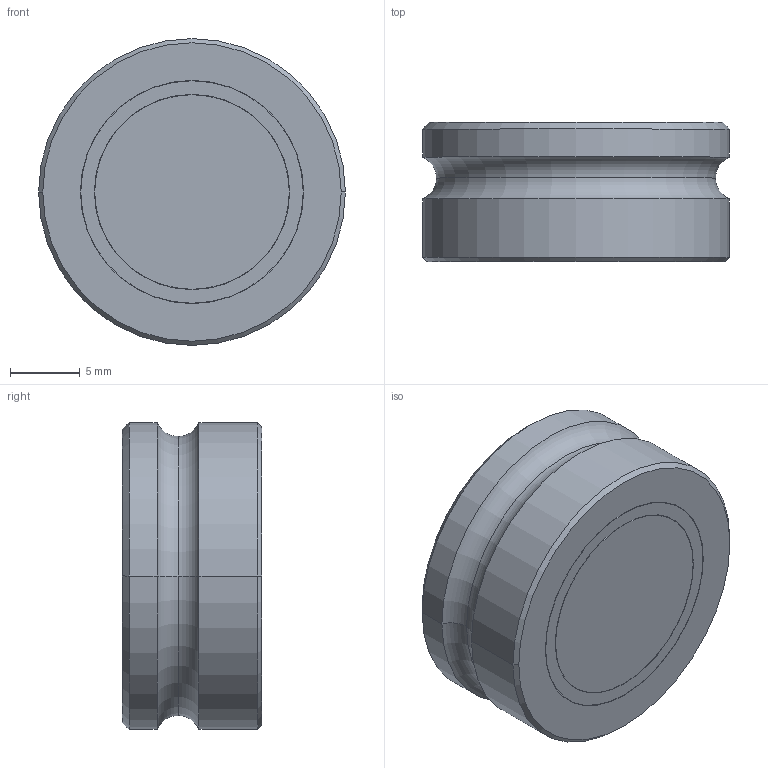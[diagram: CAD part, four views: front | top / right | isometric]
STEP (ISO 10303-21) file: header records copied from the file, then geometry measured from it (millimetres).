
FILE_DESCRIPTION (( 'STEP AP214' ), '1' );
FILE_NAME ('TM12214.STEP', '2013-06-21T08:15:55', ( '' ), ( '' ), 'SwSTEP 2.0', 'SolidWorks 2011', '' );
FILE_SCHEMA (( 'AUTOMOTIVE_DESIGN' ));
Length unit declared in the file: millimetre
Products named in the file (2): TM.102214; TM12214
Assembly tree (1 placements, depth 2):
  TM12214
    TM.102214
Bounding box: 22 x 10 x 22 mm (x, y, z)
Volume: 3622.8 mm3; surface area: 2610.2 mm2
Topology: 3 solids, 3 shells, 29 faces, 56 edges, 33 vertices
Faces by surface type: cylinder 12, plane 7, cone 6, torus 4
Entity records: 941 total; most frequent: DIRECTION 156, CARTESIAN_POINT 120, ORIENTED_EDGE 108, AXIS2_PLACEMENT_3D 69, EDGE_CURVE 54, CIRCLE 36, EDGE_LOOP 33, VERTEX_POINT 33
